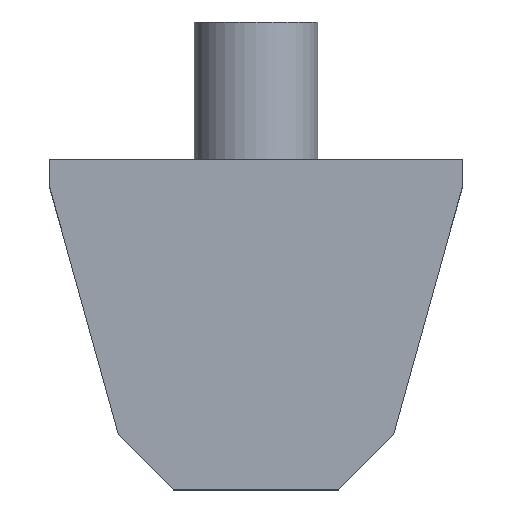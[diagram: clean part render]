
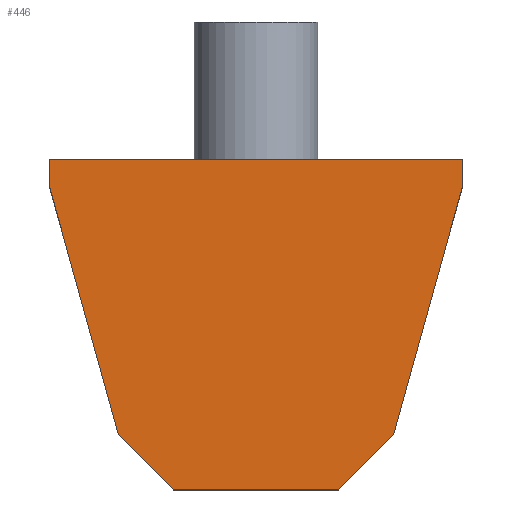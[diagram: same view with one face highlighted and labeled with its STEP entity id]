
A CAD part, top view. The second image highlights one B-rep face of the part: STEP entity #446.
In plain terms, the highlighted planar face has unit normal (0, 0, 1).
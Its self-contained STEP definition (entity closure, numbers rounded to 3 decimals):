
#41=FACE_OUTER_BOUND('',#68,.T.);
#68=EDGE_LOOP('',(#381,#382,#383,#384,#385,#386,#387,#388));
#84=LINE('',#643,#141);
#92=LINE('',#658,#149);
#111=LINE('',#694,#168);
#122=LINE('',#717,#179);
#123=LINE('',#719,#180);
#125=LINE('',#723,#182);
#126=LINE('',#726,#183);
#127=LINE('',#728,#184);
#141=VECTOR('',#522,10.);
#149=VECTOR('',#534,10.);
#168=VECTOR('',#565,10.);
#179=VECTOR('',#588,10.);
#180=VECTOR('',#591,10.);
#182=VECTOR('',#595,10.);
#183=VECTOR('',#600,10.);
#184=VECTOR('',#603,10.);
#196=VERTEX_POINT('',#641);
#197=VERTEX_POINT('',#642);
#201=VERTEX_POINT('',#656);
#202=VERTEX_POINT('',#657);
#212=VERTEX_POINT('',#691);
#213=VERTEX_POINT('',#693);
#219=VERTEX_POINT('',#715);
#220=VERTEX_POINT('',#721);
#234=EDGE_CURVE('',#196,#197,#84,.T.);
#242=EDGE_CURVE('',#201,#202,#92,.T.);
#261=EDGE_CURVE('',#212,#213,#111,.T.);
#273=EDGE_CURVE('',#212,#219,#122,.T.);
#274=EDGE_CURVE('',#219,#202,#123,.T.);
#276=EDGE_CURVE('',#220,#196,#125,.T.);
#277=EDGE_CURVE('',#197,#201,#126,.T.);
#278=EDGE_CURVE('',#213,#220,#127,.T.);
#381=ORIENTED_EDGE('',*,*,#234,.F.);
#382=ORIENTED_EDGE('',*,*,#276,.F.);
#383=ORIENTED_EDGE('',*,*,#278,.F.);
#384=ORIENTED_EDGE('',*,*,#261,.F.);
#385=ORIENTED_EDGE('',*,*,#273,.T.);
#386=ORIENTED_EDGE('',*,*,#274,.T.);
#387=ORIENTED_EDGE('',*,*,#242,.F.);
#388=ORIENTED_EDGE('',*,*,#277,.F.);
#421=PLANE('',#493);
#446=ADVANCED_FACE('',(#41),#421,.T.);
#493=AXIS2_PLACEMENT_3D('',#727,#601,#602);
#522=DIRECTION('',(-0.707,-0.707,0.));
#534=DIRECTION('',(-0.707,0.707,0.));
#565=DIRECTION('',(1.,0.,0.));
#588=DIRECTION('',(0.,-1.,0.));
#591=DIRECTION('',(0.268,-0.964,0.));
#595=DIRECTION('',(-0.268,-0.964,0.));
#600=DIRECTION('',(-1.,0.,0.));
#601=DIRECTION('center_axis',(0.,0.,1.));
#602=DIRECTION('ref_axis',(-1.,0.,0.));
#603=DIRECTION('',(0.,-1.,0.));
#641=CARTESIAN_POINT('',(10.,-20.,15.));
#642=CARTESIAN_POINT('',(6.,-24.,15.));
#643=CARTESIAN_POINT('',(15.25,-14.75,15.));
#656=CARTESIAN_POINT('',(-6.,-24.,15.));
#657=CARTESIAN_POINT('',(-10.,-20.,15.));
#658=CARTESIAN_POINT('',(-7.75,-22.25,15.));
#691=CARTESIAN_POINT('',(-15.,0.,15.));
#693=CARTESIAN_POINT('',(15.,0.,15.));
#694=CARTESIAN_POINT('',(-15.,0.,15.));
#715=CARTESIAN_POINT('',(-15.,-2.,15.));
#717=CARTESIAN_POINT('',(-15.,0.,15.));
#719=CARTESIAN_POINT('',(-15.,-2.,15.));
#721=CARTESIAN_POINT('',(15.,-2.,15.));
#723=CARTESIAN_POINT('',(15.,-2.,15.));
#726=CARTESIAN_POINT('',(10.,-24.,15.));
#727=CARTESIAN_POINT('Origin',(15.,0.,15.));
#728=CARTESIAN_POINT('',(15.,0.,15.));
